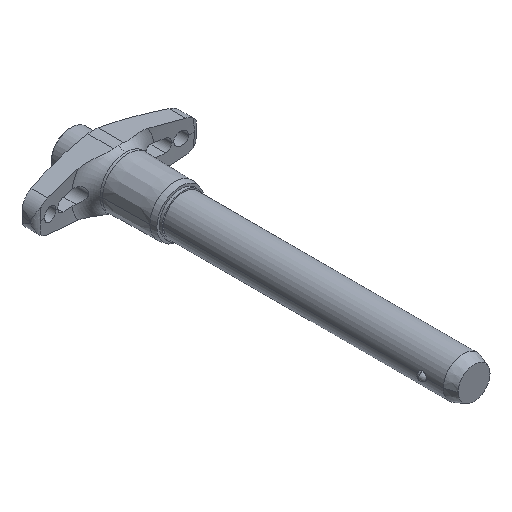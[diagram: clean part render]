
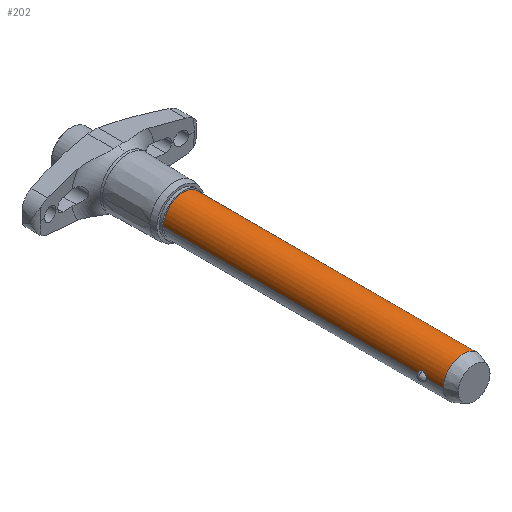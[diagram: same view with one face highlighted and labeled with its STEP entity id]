
A CAD part, isometric view. The second image highlights one B-rep face of the part: STEP entity #202.
In plain terms, the highlighted cylindrical face has radius 7.144 mm (diameter 14.287 mm), a partial arc.
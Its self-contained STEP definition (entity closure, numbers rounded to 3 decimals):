
#202=ADVANCED_FACE('',(#417),#418,.T.);
#417=FACE_OUTER_BOUND('',#640,.T.);
#418=CYLINDRICAL_SURFACE('',#641,7.144);
#640=EDGE_LOOP('',(#1201,#1202,#1203,#1204,#1205,#1206,#1207,#1208,#1209,#1210));
#641=AXIS2_PLACEMENT_3D('',#1211,#1212,#1213);
#1201=ORIENTED_EDGE('',*,*,#1492,.T.);
#1202=ORIENTED_EDGE('',*,*,#1542,.T.);
#1203=ORIENTED_EDGE('',*,*,#1592,.T.);
#1204=ORIENTED_EDGE('',*,*,#1497,.T.);
#1205=ORIENTED_EDGE('',*,*,#1558,.F.);
#1206=ORIENTED_EDGE('',*,*,#1495,.T.);
#1207=ORIENTED_EDGE('',*,*,#1471,.T.);
#1208=ORIENTED_EDGE('',*,*,#1408,.T.);
#1209=ORIENTED_EDGE('',*,*,#1494,.T.);
#1210=ORIENTED_EDGE('',*,*,#1452,.T.);
#1211=CARTESIAN_POINT('',(0.0,-52.197,0.0));
#1212=DIRECTION('',(-0.0,1.0,0.0));
#1213=DIRECTION('',(1.0,0.0,0.0));
#1408=EDGE_CURVE('',#1705,#1708,#1710,.T.);
#1452=EDGE_CURVE('',#1786,#1784,#1787,.T.);
#1471=EDGE_CURVE('',#1817,#1705,#1818,.T.);
#1492=EDGE_CURVE('',#1784,#1847,#1848,.T.);
#1494=EDGE_CURVE('',#1708,#1786,#1850,.T.);
#1495=EDGE_CURVE('',#1851,#1817,#1852,.T.);
#1497=EDGE_CURVE('',#1855,#1853,#1856,.T.);
#1542=EDGE_CURVE('',#1847,#1918,#1920,.T.);
#1558=EDGE_CURVE('',#1851,#1853,#1943,.T.);
#1592=EDGE_CURVE('',#1918,#1855,#1982,.T.);
#1705=VERTEX_POINT('',#2339);
#1708=VERTEX_POINT('',#2342);
#1710=B_SPLINE_CURVE_WITH_KNOTS('',3,(#2357,#2358,#2359,#2360,#2361,#2362,#2363,#2364,#2365,#2366,#2367,#2368,#2369,#2370),.UNSPECIFIED.,.F.,.F.,(4,2,2,2,2,2,4),(0.0,0.514,1.028,1.257,1.487,1.862,2.238),.UNSPECIFIED.);
#1784=VERTEX_POINT('',#2745);
#1786=VERTEX_POINT('',#2748);
#1787=CIRCLE('',#2749,7.144);
#1817=VERTEX_POINT('',#2876);
#1818=B_SPLINE_CURVE_WITH_KNOTS('',3,(#2877,#2878,#2879,#2880,#2881,#2882,#2883,#2884,#2885,#2886,#2887,#2888,#2889,#2890),.UNSPECIFIED.,.F.,.F.,(4,2,2,2,2,2,4),(6.713,7.088,7.463,7.693,7.923,8.436,8.95),.UNSPECIFIED.);
#1847=VERTEX_POINT('',#3008);
#1848=LINE('',#3009,#3010);
#1850=LINE('',#3012,#3013);
#1851=VERTEX_POINT('',#3014);
#1852=LINE('',#3015,#3016);
#1853=VERTEX_POINT('',#3017);
#1855=VERTEX_POINT('',#3019);
#1856=LINE('',#3020,#3021);
#1918=VERTEX_POINT('',#3414);
#1920=B_SPLINE_CURVE_WITH_KNOTS('',3,(#3416,#3417,#3418,#3419,#3420,#3421,#3422,#3423,#3424,#3425,#3426,#3427,#3428,#3429),.UNSPECIFIED.,.F.,.F.,(4,2,2,2,2,2,4),(2.238,2.613,2.988,3.218,3.448,3.961,4.475),.UNSPECIFIED.);
#1943=CIRCLE('',#3564,7.144);
#1982=B_SPLINE_CURVE_WITH_KNOTS('',3,(#3800,#3801,#3802,#3803,#3804,#3805,#3806,#3807,#3808,#3809,#3810,#3811,#3812,#3813),.UNSPECIFIED.,.F.,.F.,(4,2,2,2,2,2,4),(4.475,4.989,5.503,5.733,5.962,6.338,6.713),.UNSPECIFIED.);
#2339=CARTESIAN_POINT('',(-6.985,-92.928,1.5));
#2342=CARTESIAN_POINT('',(-7.144,-94.417,0.));
#2357=CARTESIAN_POINT('',(-6.985,-92.928,1.5));
#2358=CARTESIAN_POINT('',(-6.985,-93.1,1.5));
#2359=CARTESIAN_POINT('',(-6.991,-93.283,1.469));
#2360=CARTESIAN_POINT('',(-7.017,-93.624,1.34));
#2361=CARTESIAN_POINT('',(-7.036,-93.782,1.243));
#2362=CARTESIAN_POINT('',(-7.062,-93.967,1.08));
#2363=CARTESIAN_POINT('',(-7.071,-94.026,1.02));
#2364=CARTESIAN_POINT('',(-7.088,-94.131,0.891));
#2365=CARTESIAN_POINT('',(-7.097,-94.178,0.822));
#2366=CARTESIAN_POINT('',(-7.115,-94.278,0.648));
#2367=CARTESIAN_POINT('',(-7.126,-94.331,0.522));
#2368=CARTESIAN_POINT('',(-7.14,-94.401,0.261));
#2369=CARTESIAN_POINT('',(-7.144,-94.417,0.125));
#2370=CARTESIAN_POINT('',(-7.144,-94.417,0.));
#2745=CARTESIAN_POINT('',(7.144,-100.508,0.0));
#2748=CARTESIAN_POINT('',(-7.144,-100.508,0.));
#2749=AXIS2_PLACEMENT_3D('',#4008,#4009,#4010);
#2876=CARTESIAN_POINT('',(-7.144,-91.44,0.));
#2877=CARTESIAN_POINT('',(-7.144,-91.44,0.));
#2878=CARTESIAN_POINT('',(-7.144,-91.44,0.125));
#2879=CARTESIAN_POINT('',(-7.14,-91.456,0.261));
#2880=CARTESIAN_POINT('',(-7.126,-91.526,0.522));
#2881=CARTESIAN_POINT('',(-7.115,-91.579,0.648));
#2882=CARTESIAN_POINT('',(-7.097,-91.679,0.822));
#2883=CARTESIAN_POINT('',(-7.088,-91.726,0.891));
#2884=CARTESIAN_POINT('',(-7.071,-91.831,1.02));
#2885=CARTESIAN_POINT('',(-7.062,-91.89,1.08));
#2886=CARTESIAN_POINT('',(-7.036,-92.075,1.243));
#2887=CARTESIAN_POINT('',(-7.017,-92.233,1.34));
#2888=CARTESIAN_POINT('',(-6.991,-92.574,1.469));
#2889=CARTESIAN_POINT('',(-6.985,-92.757,1.5));
#2890=CARTESIAN_POINT('',(-6.985,-92.928,1.5));
#3008=CARTESIAN_POINT('',(7.144,-94.417,0.));
#3009=CARTESIAN_POINT('',(7.144,-52.197,0.));
#3010=VECTOR('',#4045,1.0);
#3012=CARTESIAN_POINT('',(-7.144,-52.197,0.));
#3013=VECTOR('',#4049,1.0);
#3014=CARTESIAN_POINT('',(-7.144,0.0,0.));
#3015=CARTESIAN_POINT('',(-7.144,-52.197,0.));
#3016=VECTOR('',#4050,1.0);
#3017=CARTESIAN_POINT('',(7.144,0.0,0.0));
#3019=CARTESIAN_POINT('',(7.144,-91.44,0.));
#3020=CARTESIAN_POINT('',(7.144,-52.197,0.));
#3021=VECTOR('',#4054,1.0);
#3414=CARTESIAN_POINT('',(6.985,-92.928,1.5));
#3416=CARTESIAN_POINT('',(7.144,-94.417,0.));
#3417=CARTESIAN_POINT('',(7.144,-94.417,0.125));
#3418=CARTESIAN_POINT('',(7.14,-94.401,0.261));
#3419=CARTESIAN_POINT('',(7.126,-94.331,0.522));
#3420=CARTESIAN_POINT('',(7.115,-94.278,0.648));
#3421=CARTESIAN_POINT('',(7.097,-94.178,0.822));
#3422=CARTESIAN_POINT('',(7.088,-94.131,0.891));
#3423=CARTESIAN_POINT('',(7.071,-94.026,1.02));
#3424=CARTESIAN_POINT('',(7.062,-93.967,1.08));
#3425=CARTESIAN_POINT('',(7.036,-93.782,1.243));
#3426=CARTESIAN_POINT('',(7.017,-93.624,1.34));
#3427=CARTESIAN_POINT('',(6.991,-93.283,1.469));
#3428=CARTESIAN_POINT('',(6.985,-93.1,1.5));
#3429=CARTESIAN_POINT('',(6.985,-92.928,1.5));
#3564=AXIS2_PLACEMENT_3D('',#4112,#4113,#4114);
#3800=CARTESIAN_POINT('',(6.985,-92.928,1.5));
#3801=CARTESIAN_POINT('',(6.985,-92.757,1.5));
#3802=CARTESIAN_POINT('',(6.991,-92.574,1.469));
#3803=CARTESIAN_POINT('',(7.017,-92.233,1.34));
#3804=CARTESIAN_POINT('',(7.036,-92.075,1.243));
#3805=CARTESIAN_POINT('',(7.062,-91.89,1.08));
#3806=CARTESIAN_POINT('',(7.071,-91.831,1.02));
#3807=CARTESIAN_POINT('',(7.088,-91.726,0.891));
#3808=CARTESIAN_POINT('',(7.097,-91.679,0.822));
#3809=CARTESIAN_POINT('',(7.115,-91.579,0.648));
#3810=CARTESIAN_POINT('',(7.126,-91.526,0.522));
#3811=CARTESIAN_POINT('',(7.14,-91.456,0.261));
#3812=CARTESIAN_POINT('',(7.144,-91.44,0.125));
#3813=CARTESIAN_POINT('',(7.144,-91.44,0.));
#4008=CARTESIAN_POINT('',(0.0,-100.508,0.0));
#4009=DIRECTION('',(0.,1.0,0.0));
#4010=DIRECTION('',(1.0,0.,0.0));
#4045=DIRECTION('',(0.0,1.0,0.0));
#4049=DIRECTION('',(-0.0,-1.0,-0.0));
#4050=DIRECTION('',(-0.0,-1.0,-0.0));
#4054=DIRECTION('',(0.0,1.0,0.0));
#4112=CARTESIAN_POINT('',(0.0,0.0,0.0));
#4113=DIRECTION('',(-0.0,1.0,0.0));
#4114=DIRECTION('',(1.0,0.0,0.0));
